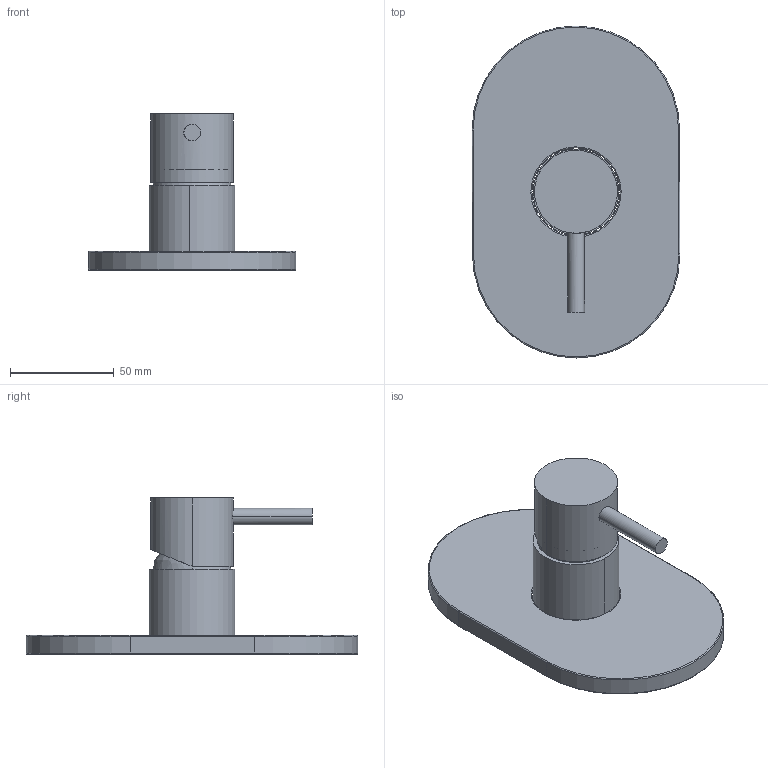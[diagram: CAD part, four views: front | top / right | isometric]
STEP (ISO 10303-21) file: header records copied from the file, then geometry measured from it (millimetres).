
FILE_DESCRIPTION (( 'STEP AP214' ), '1' );
FILE_NAME ('15189.STEP', '2023-10-06T16:18:37', ( '' ), ( '' ), 'SwSTEP 2.0', 'SolidWorks 2018', '' );
FILE_SCHEMA (( 'AUTOMOTIVE_DESIGN' ));
Length unit declared in the file: millimetre
Products named in the file (1): 15189
Bounding box: 100.17 x 160 x 75.23 mm (x, y, z)
Surface area: 49941.7 mm2 (no closed solid volume)
Topology: 0 solids, 4 shells, 46 faces, 99 edges, 62 vertices
Faces by surface type: cylinder 23, plane 15, torus 6, bspline 2
Entity records: 1862 total; most frequent: CARTESIAN_POINT 309, DIRECTION 237, ORIENTED_EDGE 190, AXIS2_PLACEMENT_3D 100, EDGE_CURVE 99, VERTEX_POINT 62, CIRCLE 55, EDGE_LOOP 53
